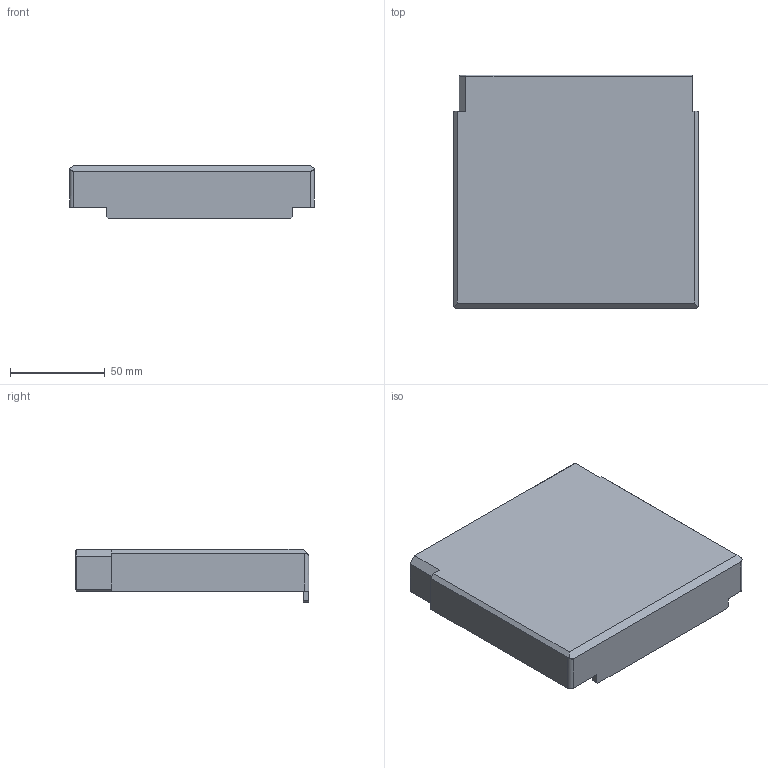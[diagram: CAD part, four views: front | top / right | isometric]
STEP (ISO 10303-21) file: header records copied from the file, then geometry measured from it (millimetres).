
FILE_DESCRIPTION(/* description */ (''),/* implementation_level */ '2;1');
FILE_NAME(/* name */ 'Fan holder Cover B5 - Covr Bottom.step',/* time_stamp */ '2024-01-07T13:27:20-07:00',/* author */ (''),/* organization */ (''),/* preprocessor_version */ 'ST-DEVELOPER v20',/* originating_system */ 'Autodesk Translation Framework v12.14.0.127',/* authorisation */ '');
FILE_SCHEMA (('AUTOMOTIVE_DESIGN { 1 0 10303 214 3 1 1 }'));
Length unit declared in the file: millimetre
Products named in the file (1): Cover
Bounding box: 129 x 123 x 28 mm (x, y, z)
Volume: 69401.8 mm3; surface area: 47309 mm2
Topology: 1 solids, 1 shells, 62 faces, 162 edges, 104 vertices
Faces by surface type: plane 58, cylinder 4
Full cylindrical faces by diameter (mm): 8.3 x2
Entity records: 1893 total; most frequent: CARTESIAN_POINT 329, ORIENTED_EDGE 324, DIRECTION 298, EDGE_CURVE 162, LINE 152, VECTOR 152, VERTEX_POINT 104, AXIS2_PLACEMENT_3D 73
